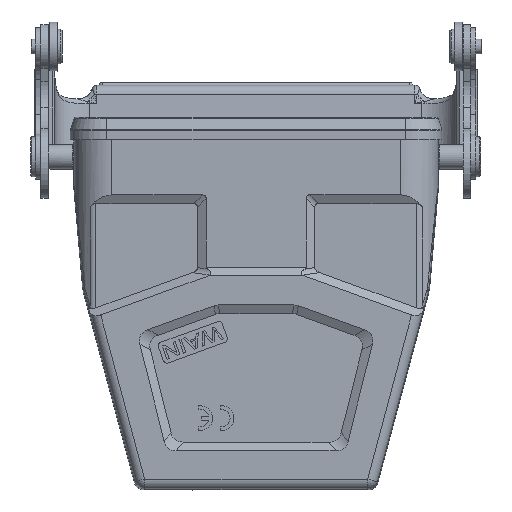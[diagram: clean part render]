
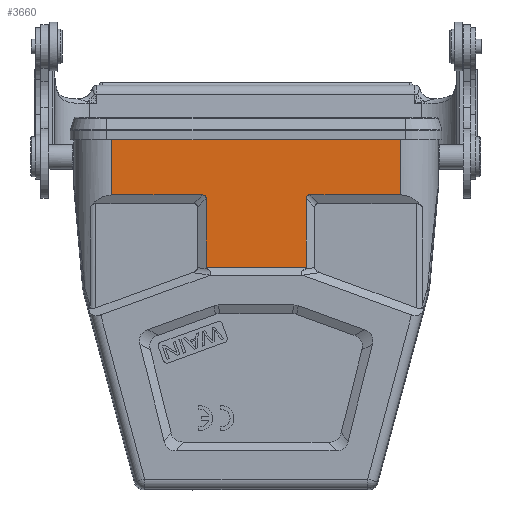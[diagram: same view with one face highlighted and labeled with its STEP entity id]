
A CAD part, front view. The second image highlights one B-rep face of the part: STEP entity #3660.
In plain terms, the highlighted planar face has unit normal (0, -1, 0).
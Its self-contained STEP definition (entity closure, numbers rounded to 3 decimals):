
#2317=FACE_OUTER_BOUND('',#6155,.T.);
#3660=ADVANCED_FACE('',(#2317),#4689,.F.);
#4689=PLANE('',#26000);
#4978=ELLIPSE('',#25285,3.969,1.5);
#4982=ELLIPSE('',#25292,3.969,1.5);
#6155=EDGE_LOOP('',(#14155,#14156,#14157,#14158,#14159,#14160,#14161,#14162,
#14163,#14164));
#7393=LINE('',#37293,#9279);
#7398=LINE('',#37311,#9284);
#7401=LINE('',#37318,#9287);
#7404=LINE('',#37332,#9290);
#7409=LINE('',#37346,#9295);
#8037=LINE('',#40883,#9923);
#8038=LINE('',#40886,#9924);
#8039=LINE('',#40888,#9925);
#9279=VECTOR('',#28921,1.);
#9284=VECTOR('',#28938,1.);
#9287=VECTOR('',#28943,1.);
#9290=VECTOR('',#28958,1.);
#9295=VECTOR('',#28971,1.);
#9923=VECTOR('',#30997,1.);
#9924=VECTOR('',#31002,1.);
#9925=VECTOR('',#31003,1.);
#14155=ORIENTED_EDGE('',*,*,#21991,.F.);
#14156=ORIENTED_EDGE('',*,*,#20944,.F.);
#14157=ORIENTED_EDGE('',*,*,#20949,.F.);
#14158=ORIENTED_EDGE('',*,*,#20951,.F.);
#14159=ORIENTED_EDGE('',*,*,#20958,.T.);
#14160=ORIENTED_EDGE('',*,*,#20941,.F.);
#14161=ORIENTED_EDGE('',*,*,#20937,.F.);
#14162=ORIENTED_EDGE('',*,*,#20932,.F.);
#14163=ORIENTED_EDGE('',*,*,#21989,.F.);
#14164=ORIENTED_EDGE('',*,*,#21992,.T.);
#18364=VERTEX_POINT('',#37294);
#18365=VERTEX_POINT('',#37295);
#18369=VERTEX_POINT('',#37305);
#18371=VERTEX_POINT('',#37312);
#18372=VERTEX_POINT('',#37316);
#18374=VERTEX_POINT('',#37319);
#18377=VERTEX_POINT('',#37327);
#18379=VERTEX_POINT('',#37333);
#19027=VERTEX_POINT('',#40882);
#19028=VERTEX_POINT('',#40887);
#20932=EDGE_CURVE('',#18364,#18365,#7393,.T.);
#20937=EDGE_CURVE('',#18365,#18369,#4978,.T.);
#20941=EDGE_CURVE('',#18369,#18371,#7398,.T.);
#20944=EDGE_CURVE('',#18372,#18374,#7401,.T.);
#20949=EDGE_CURVE('',#18377,#18372,#4982,.T.);
#20951=EDGE_CURVE('',#18379,#18377,#7404,.T.);
#20958=EDGE_CURVE('',#18379,#18371,#7409,.T.);
#21989=EDGE_CURVE('',#19027,#18364,#8037,.T.);
#21991=EDGE_CURVE('',#18374,#19028,#8038,.T.);
#21992=EDGE_CURVE('',#19027,#19028,#8039,.T.);
#25285=AXIS2_PLACEMENT_3D('',#37304,#28930,#28931);
#25292=AXIS2_PLACEMENT_3D('',#37329,#28952,#28953);
#26000=AXIS2_PLACEMENT_3D('',#40889,#31004,#31005);
#28921=DIRECTION('',(-1.,0.,0.));
#28930=DIRECTION('',(0.,-1.,0.));
#28931=DIRECTION('',(-0.707,0.,0.707));
#28938=DIRECTION('',(0.,0.,-1.));
#28943=DIRECTION('',(-1.,0.,0.));
#28952=DIRECTION('',(0.,-1.,0.));
#28953=DIRECTION('',(0.707,0.,0.707));
#28958=DIRECTION('',(0.,0.,1.));
#28971=DIRECTION('',(1.,0.,0.));
#30997=DIRECTION('',(0.,0.,-1.));
#31002=DIRECTION('',(0.,0.,1.));
#31003=DIRECTION('',(-1.,0.,0.));
#31004=DIRECTION('',(0.,1.,0.));
#31005=DIRECTION('',(-1.,0.,0.));
#37293=CARTESIAN_POINT('',(-23.953,-21.5,-13.));
#37294=CARTESIAN_POINT('',(28.878,-21.5,-13.));
#37295=CARTESIAN_POINT('',(10.75,-21.5,-13.));
#37304=CARTESIAN_POINT('',(13.,-21.5,-16.));
#37305=CARTESIAN_POINT('',(10.,-21.5,-13.75));
#37311=CARTESIAN_POINT('',(10.,-21.5,-13.75));
#37312=CARTESIAN_POINT('',(10.,-21.5,-27.456));
#37316=CARTESIAN_POINT('',(-10.75,-21.5,-13.));
#37318=CARTESIAN_POINT('',(-10.75,-21.5,-13.));
#37319=CARTESIAN_POINT('',(-28.878,-21.5,-13.));
#37327=CARTESIAN_POINT('',(-10.,-21.5,-13.75));
#37329=CARTESIAN_POINT('',(-13.,-21.5,-16.));
#37332=CARTESIAN_POINT('',(-10.,-21.5,-27.456));
#37333=CARTESIAN_POINT('',(-10.,-21.5,-27.456));
#37346=CARTESIAN_POINT('',(-10.,-21.5,-27.456));
#40882=CARTESIAN_POINT('',(28.878,-21.5,-2.));
#40883=CARTESIAN_POINT('',(28.878,-21.5,0.));
#40886=CARTESIAN_POINT('',(-28.878,-21.5,0.));
#40887=CARTESIAN_POINT('',(-28.878,-21.5,-2.));
#40888=CARTESIAN_POINT('',(28.878,-21.5,-2.));
#40889=CARTESIAN_POINT('',(0.,-21.5,0.));
